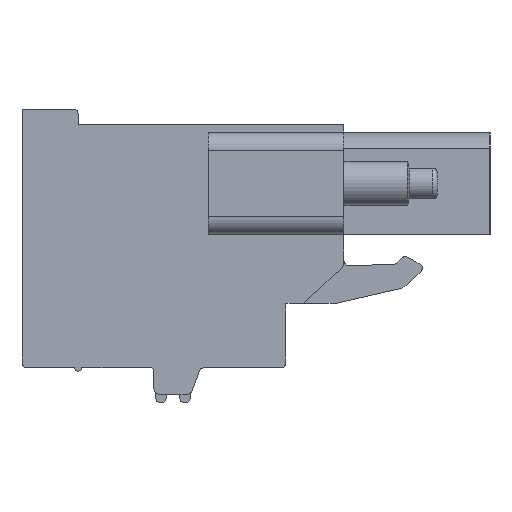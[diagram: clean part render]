
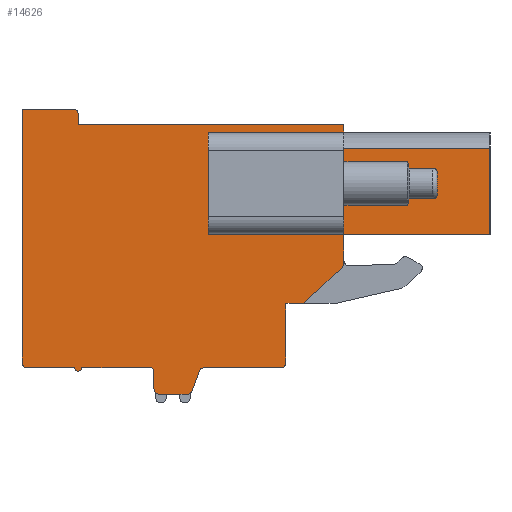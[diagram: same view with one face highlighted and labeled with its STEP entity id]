
A CAD part, left-side view. The second image highlights one B-rep face of the part: STEP entity #14626.
In plain terms, the highlighted planar face has unit normal (-1, 0, 0).
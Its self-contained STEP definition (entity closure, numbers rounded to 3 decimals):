
#1=DIRECTION('',(0.,0.,-1.));
#2=VECTOR('',#1,1.325);
#3=CARTESIAN_POINT('',(0.,-5.66,6.96));
#4=LINE('',#3,#2);
#5=DIRECTION('',(0.,1.,0.));
#6=VECTOR('',#5,8.3);
#7=CARTESIAN_POINT('',(0.,-13.96,5.635));
#8=LINE('',#7,#6);
#9=DIRECTION('',(0.,1.,0.));
#10=VECTOR('',#9,8.3);
#11=CARTESIAN_POINT('',(0.,-13.96,0.73));
#12=LINE('',#11,#10);
#13=DIRECTION('',(0.,0.,-1.));
#14=VECTOR('',#13,1.64);
#15=CARTESIAN_POINT('',(0.,-5.66,0.73));
#16=LINE('',#15,#14);
#17=CARTESIAN_POINT('',(0.,-5.36,-0.91));
#18=DIRECTION('',(1.,0.,0.));
#19=DIRECTION('',(0.,-1.,0.));
#20=AXIS2_PLACEMENT_3D('',#17,#18,#19);
#22=DIRECTION('',(0.,0.731,-0.683));
#23=VECTOR('',#22,3.018);
#24=CARTESIAN_POINT('',(0.,-5.565,-1.129));
#25=LINE('',#24,#23);
#26=DIRECTION('',(0.,1.,0.));
#27=VECTOR('',#26,1.);
#28=CARTESIAN_POINT('',(0.,-3.36,-3.19));
#29=LINE('',#28,#27);
#30=DIRECTION('',(0.,0.,-1.));
#31=VECTOR('',#30,0.5);
#32=CARTESIAN_POINT('',(0.,-2.36,-3.19));
#33=LINE('',#32,#31);
#34=DIRECTION('',(0.,0.,-1.));
#35=VECTOR('',#34,2.35);
#36=CARTESIAN_POINT('',(0.,-2.36,-3.69));
#37=LINE('',#36,#35);
#38=DIRECTION('',(0.,0.,-1.));
#39=VECTOR('',#38,0.5);
#40=CARTESIAN_POINT('',(0.,-2.36,-6.04));
#41=LINE('',#40,#39);
#42=CARTESIAN_POINT('',(0.,-2.06,-6.54));
#43=DIRECTION('',(1.,0.,0.));
#44=DIRECTION('',(0.,-1.,0.));
#45=AXIS2_PLACEMENT_3D('',#42,#43,#44);
#47=DIRECTION('',(0.,1.,0.));
#48=VECTOR('',#47,4.34);
#49=CARTESIAN_POINT('',(0.,-2.06,-6.84));
#50=LINE('',#49,#48);
#51=CARTESIAN_POINT('',(0.,2.28,-7.14));
#52=DIRECTION('',(-1.,0.,0.));
#53=DIRECTION('',(0.,0.,1.));
#54=AXIS2_PLACEMENT_3D('',#51,#52,#53);
#56=DIRECTION('',(0.,0.345,-0.939));
#57=VECTOR('',#56,1.179);
#58=CARTESIAN_POINT('',(0.,2.562,-7.037));
#59=LINE('',#58,#57);
#60=CARTESIAN_POINT('',(0.,3.25,-8.04));
#61=DIRECTION('',(1.,0.,0.));
#62=DIRECTION('',(0.,-0.939,-0.345));
#63=AXIS2_PLACEMENT_3D('',#60,#61,#62);
#65=DIRECTION('',(0.,1.,0.));
#66=VECTOR('',#65,1.59);
#67=CARTESIAN_POINT('',(0.,3.25,-8.34));
#68=LINE('',#67,#66);
#69=CARTESIAN_POINT('',(0.,4.84,-8.04));
#70=DIRECTION('',(1.,0.,0.));
#71=DIRECTION('',(0.,0.,-1.));
#72=AXIS2_PLACEMENT_3D('',#69,#70,#71);
#74=DIRECTION('',(0.,0.,1.));
#75=VECTOR('',#74,1.);
#76=CARTESIAN_POINT('',(0.,5.14,-8.04));
#77=LINE('',#76,#75);
#78=CARTESIAN_POINT('',(0.,5.34,-7.04));
#79=DIRECTION('',(-1.,0.,0.));
#80=DIRECTION('',(0.,-1.,0.));
#81=AXIS2_PLACEMENT_3D('',#78,#79,#80);
#83=DIRECTION('',(0.,1.,0.));
#84=VECTOR('',#83,3.9);
#85=CARTESIAN_POINT('',(0.,5.34,-6.84));
#86=LINE('',#85,#84);
#87=CARTESIAN_POINT('',(0.,9.44,-6.84));
#88=DIRECTION('',(1.,0.,0.));
#89=DIRECTION('',(0.,-1.,0.));
#90=AXIS2_PLACEMENT_3D('',#87,#88,#89);
#92=DIRECTION('',(0.,1.,0.));
#93=VECTOR('',#92,2.7);
#94=CARTESIAN_POINT('',(0.,9.64,-6.84));
#95=LINE('',#94,#93);
#96=CARTESIAN_POINT('',(0.,12.34,-6.54));
#97=DIRECTION('',(1.,0.,0.));
#98=DIRECTION('',(0.,0.,-1.));
#99=AXIS2_PLACEMENT_3D('',#96,#97,#98);
#101=DIRECTION('',(0.,0.,1.));
#102=VECTOR('',#101,0.5);
#103=CARTESIAN_POINT('',(0.,12.64,-6.54));
#104=LINE('',#103,#102);
#105=DIRECTION('',(0.,0.,1.));
#106=VECTOR('',#105,13.9);
#107=CARTESIAN_POINT('',(0.,12.64,-6.04));
#108=LINE('',#107,#106);
#109=DIRECTION('',(0.,-1.,0.));
#110=VECTOR('',#109,2.9);
#111=CARTESIAN_POINT('',(0.,12.64,7.86));
#112=LINE('',#111,#110);
#113=CARTESIAN_POINT('',(0.,9.74,7.56));
#114=DIRECTION('',(1.,0.,0.));
#115=DIRECTION('',(0.,0.,1.));
#116=AXIS2_PLACEMENT_3D('',#113,#114,#115);
#118=DIRECTION('',(0.,0.,-1.));
#119=VECTOR('',#118,0.6);
#120=CARTESIAN_POINT('',(0.,9.44,7.56));
#121=LINE('',#120,#119);
#122=DIRECTION('',(0.,-1.,0.));
#123=VECTOR('',#122,15.1);
#124=CARTESIAN_POINT('',(0.,9.44,6.96));
#125=LINE('',#124,#123);
#126=DIRECTION('',(0.,-1.,0.));
#127=VECTOR('',#126,6.1);
#128=CARTESIAN_POINT('',(0.,2.04,0.73));
#129=LINE('',#128,#127);
#130=DIRECTION('',(0.,0.,1.));
#131=VECTOR('',#130,5.8);
#132=CARTESIAN_POINT('',(0.,-4.06,0.73));
#133=LINE('',#132,#131);
#134=DIRECTION('',(0.,1.,0.));
#135=VECTOR('',#134,6.1);
#136=CARTESIAN_POINT('',(0.,-4.06,6.53));
#137=LINE('',#136,#135);
#8972=DIRECTION('',(0.,0.,1.));
#8973=VECTOR('',#8972,4.905);
#8974=CARTESIAN_POINT('',(0.,-13.96,0.73));
#8975=LINE('',#8974,#8973);
#10824=DIRECTION('',(0.,0.,1.));
#10825=VECTOR('',#10824,5.8);
#10826=CARTESIAN_POINT('',(0.,2.04,0.73));
#10827=LINE('',#10826,#10825);
#11085=CARTESIAN_POINT('',(0.,12.34,-6.84));
#11086=CARTESIAN_POINT('',(0.,12.64,-6.54));
#11087=VERTEX_POINT('',#11085);
#11088=VERTEX_POINT('',#11086);
#11089=CARTESIAN_POINT('',(0.,12.64,-6.04));
#11090=VERTEX_POINT('',#11089);
#11091=CARTESIAN_POINT('',(0.,12.64,7.86));
#11092=VERTEX_POINT('',#11091);
#11093=CARTESIAN_POINT('',(0.,9.74,7.86));
#11094=VERTEX_POINT('',#11093);
#11095=CARTESIAN_POINT('',(0.,9.44,7.56));
#11096=VERTEX_POINT('',#11095);
#11097=CARTESIAN_POINT('',(0.,9.44,6.96));
#11098=VERTEX_POINT('',#11097);
#11099=CARTESIAN_POINT('',(0.,-5.66,6.96));
#11100=VERTEX_POINT('',#11099);
#11101=CARTESIAN_POINT('',(0.,-5.66,-0.91));
#11102=CARTESIAN_POINT('',(0.,-5.565,-1.129));
#11103=VERTEX_POINT('',#11101);
#11104=VERTEX_POINT('',#11102);
#11105=CARTESIAN_POINT('',(0.,-3.36,-3.19));
#11106=VERTEX_POINT('',#11105);
#11107=CARTESIAN_POINT('',(0.,-2.36,-3.19));
#11108=VERTEX_POINT('',#11107);
#11109=CARTESIAN_POINT('',(0.,-2.36,-3.69));
#11110=VERTEX_POINT('',#11109);
#11111=CARTESIAN_POINT('',(0.,-2.36,-6.04));
#11112=VERTEX_POINT('',#11111);
#11113=CARTESIAN_POINT('',(0.,-2.36,-6.54));
#11114=VERTEX_POINT('',#11113);
#11115=CARTESIAN_POINT('',(0.,-2.06,-6.84));
#11116=VERTEX_POINT('',#11115);
#11117=CARTESIAN_POINT('',(0.,2.28,-6.84));
#11118=VERTEX_POINT('',#11117);
#11119=CARTESIAN_POINT('',(0.,2.562,-7.037));
#11120=VERTEX_POINT('',#11119);
#11121=CARTESIAN_POINT('',(0.,2.968,-8.143));
#11122=VERTEX_POINT('',#11121);
#11123=CARTESIAN_POINT('',(0.,3.25,-8.34));
#11124=VERTEX_POINT('',#11123);
#11125=CARTESIAN_POINT('',(0.,4.84,-8.34));
#11126=VERTEX_POINT('',#11125);
#11127=CARTESIAN_POINT('',(0.,5.14,-8.04));
#11128=VERTEX_POINT('',#11127);
#11129=CARTESIAN_POINT('',(0.,5.14,-7.04));
#11130=VERTEX_POINT('',#11129);
#11131=CARTESIAN_POINT('',(0.,5.34,-6.84));
#11132=VERTEX_POINT('',#11131);
#11133=CARTESIAN_POINT('',(0.,9.24,-6.84));
#11134=VERTEX_POINT('',#11133);
#11135=CARTESIAN_POINT('',(0.,9.64,-6.84));
#11136=VERTEX_POINT('',#11135);
#11213=CARTESIAN_POINT('',(0.,-13.96,0.73));
#11214=VERTEX_POINT('',#11213);
#11215=CARTESIAN_POINT('',(0.,-5.66,0.73));
#11216=VERTEX_POINT('',#11215);
#11441=CARTESIAN_POINT('',(0.,-13.96,5.635));
#11443=VERTEX_POINT('',#11441);
#14385=CARTESIAN_POINT('',(0.,2.04,0.73));
#14386=CARTESIAN_POINT('',(0.,2.04,6.53));
#14387=VERTEX_POINT('',#14385);
#14388=VERTEX_POINT('',#14386);
#14393=CARTESIAN_POINT('',(0.,-4.06,0.73));
#14395=VERTEX_POINT('',#14393);
#14397=CARTESIAN_POINT('',(0.,-4.06,6.53));
#14399=VERTEX_POINT('',#14397);
#14401=CARTESIAN_POINT('',(0.,-5.66,5.635));
#14402=VERTEX_POINT('',#14401);
#14549=CARTESIAN_POINT('',(0.,0.,0.));
#14550=DIRECTION('',(1.,0.,0.));
#14551=DIRECTION('',(0.,-1.,0.));
#14552=AXIS2_PLACEMENT_3D('',#14549,#14550,#14551);
#14553=PLANE('',#14552);
#14555=ORIENTED_EDGE('',*,*,#14554,.T.);
#14557=ORIENTED_EDGE('',*,*,#14556,.F.);
#14559=ORIENTED_EDGE('',*,*,#14558,.F.);
#14561=ORIENTED_EDGE('',*,*,#14560,.T.);
#14563=ORIENTED_EDGE('',*,*,#14562,.T.);
#14565=ORIENTED_EDGE('',*,*,#14564,.T.);
#14567=ORIENTED_EDGE('',*,*,#14566,.T.);
#14569=ORIENTED_EDGE('',*,*,#14568,.T.);
#14571=ORIENTED_EDGE('',*,*,#14570,.T.);
#14573=ORIENTED_EDGE('',*,*,#14572,.T.);
#14575=ORIENTED_EDGE('',*,*,#14574,.T.);
#14577=ORIENTED_EDGE('',*,*,#14576,.T.);
#14579=ORIENTED_EDGE('',*,*,#14578,.T.);
#14581=ORIENTED_EDGE('',*,*,#14580,.T.);
#14583=ORIENTED_EDGE('',*,*,#14582,.T.);
#14585=ORIENTED_EDGE('',*,*,#14584,.T.);
#14587=ORIENTED_EDGE('',*,*,#14586,.T.);
#14589=ORIENTED_EDGE('',*,*,#14588,.T.);
#14591=ORIENTED_EDGE('',*,*,#14590,.T.);
#14593=ORIENTED_EDGE('',*,*,#14592,.T.);
#14595=ORIENTED_EDGE('',*,*,#14594,.T.);
#14597=ORIENTED_EDGE('',*,*,#14596,.T.);
#14599=ORIENTED_EDGE('',*,*,#14598,.T.);
#14601=ORIENTED_EDGE('',*,*,#14600,.T.);
#14603=ORIENTED_EDGE('',*,*,#14602,.T.);
#14605=ORIENTED_EDGE('',*,*,#14604,.T.);
#14607=ORIENTED_EDGE('',*,*,#14606,.T.);
#14609=ORIENTED_EDGE('',*,*,#14608,.T.);
#14611=ORIENTED_EDGE('',*,*,#14610,.T.);
#14613=ORIENTED_EDGE('',*,*,#14612,.T.);
#14614=EDGE_LOOP('',(#14555,#14557,#14559,#14561,#14563,#14565,#14567,#14569,
#14571,#14573,#14575,#14577,#14579,#14581,#14583,#14585,#14587,#14589,#14591,
#14593,#14595,#14597,#14599,#14601,#14603,#14605,#14607,#14609,#14611,#14613));
#14615=FACE_OUTER_BOUND('',#14614,.F.);
#14617=ORIENTED_EDGE('',*,*,#14616,.T.);
#14619=ORIENTED_EDGE('',*,*,#14618,.T.);
#14621=ORIENTED_EDGE('',*,*,#14620,.T.);
#14623=ORIENTED_EDGE('',*,*,#14622,.F.);
#14624=EDGE_LOOP('',(#14617,#14619,#14621,#14623));
#14625=FACE_BOUND('',#14624,.F.);
#14626=ADVANCED_FACE('',(#14615,#14625),#14553,.F.);
#21=CIRCLE('',#20,0.3);
#46=CIRCLE('',#45,0.3);
#55=CIRCLE('',#54,0.3);
#64=CIRCLE('',#63,0.3);
#73=CIRCLE('',#72,0.3);
#82=CIRCLE('',#81,0.2);
#91=CIRCLE('',#90,0.2);
#100=CIRCLE('',#99,0.3);
#117=CIRCLE('',#116,0.3);
#14554=EDGE_CURVE('',#11100,#14402,#4,.T.);
#14556=EDGE_CURVE('',#11443,#14402,#8,.T.);
#14558=EDGE_CURVE('',#11214,#11443,#8975,.T.);
#14560=EDGE_CURVE('',#11214,#11216,#12,.T.);
#14562=EDGE_CURVE('',#11216,#11103,#16,.T.);
#14564=EDGE_CURVE('',#11103,#11104,#21,.T.);
#14566=EDGE_CURVE('',#11104,#11106,#25,.T.);
#14568=EDGE_CURVE('',#11106,#11108,#29,.T.);
#14570=EDGE_CURVE('',#11108,#11110,#33,.T.);
#14572=EDGE_CURVE('',#11110,#11112,#37,.T.);
#14574=EDGE_CURVE('',#11112,#11114,#41,.T.);
#14576=EDGE_CURVE('',#11114,#11116,#46,.T.);
#14578=EDGE_CURVE('',#11116,#11118,#50,.T.);
#14580=EDGE_CURVE('',#11118,#11120,#55,.T.);
#14582=EDGE_CURVE('',#11120,#11122,#59,.T.);
#14584=EDGE_CURVE('',#11122,#11124,#64,.T.);
#14586=EDGE_CURVE('',#11124,#11126,#68,.T.);
#14588=EDGE_CURVE('',#11126,#11128,#73,.T.);
#14590=EDGE_CURVE('',#11128,#11130,#77,.T.);
#14592=EDGE_CURVE('',#11130,#11132,#82,.T.);
#14594=EDGE_CURVE('',#11132,#11134,#86,.T.);
#14596=EDGE_CURVE('',#11134,#11136,#91,.T.);
#14598=EDGE_CURVE('',#11136,#11087,#95,.T.);
#14600=EDGE_CURVE('',#11087,#11088,#100,.T.);
#14602=EDGE_CURVE('',#11088,#11090,#104,.T.);
#14604=EDGE_CURVE('',#11090,#11092,#108,.T.);
#14606=EDGE_CURVE('',#11092,#11094,#112,.T.);
#14608=EDGE_CURVE('',#11094,#11096,#117,.T.);
#14610=EDGE_CURVE('',#11096,#11098,#121,.T.);
#14612=EDGE_CURVE('',#11098,#11100,#125,.T.);
#14616=EDGE_CURVE('',#14387,#14395,#129,.T.);
#14618=EDGE_CURVE('',#14395,#14399,#133,.T.);
#14620=EDGE_CURVE('',#14399,#14388,#137,.T.);
#14622=EDGE_CURVE('',#14387,#14388,#10827,.T.);
